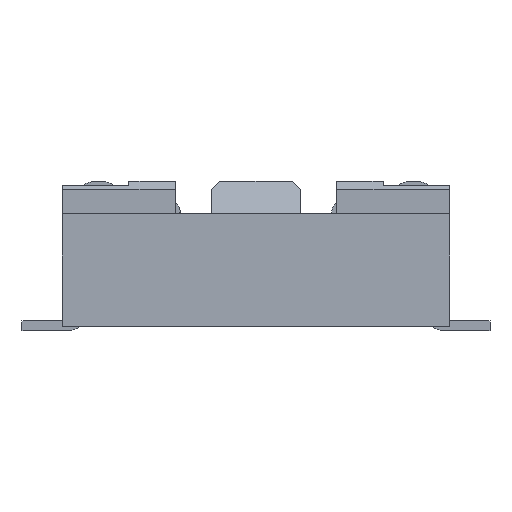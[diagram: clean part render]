
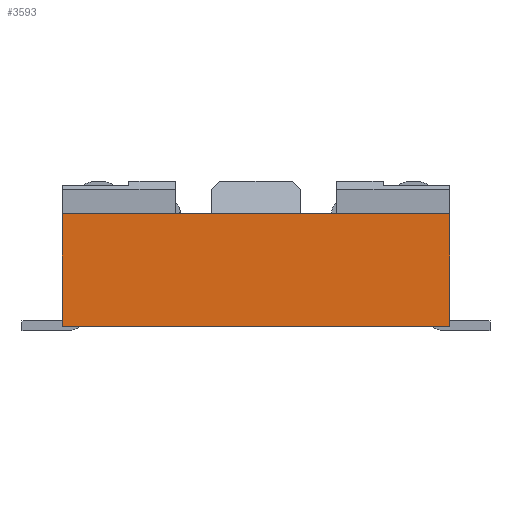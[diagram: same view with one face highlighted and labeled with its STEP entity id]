
A CAD part, left-side view. The second image highlights one B-rep face of the part: STEP entity #3593.
In plain terms, the highlighted planar face has unit normal (-1, 0, 0).
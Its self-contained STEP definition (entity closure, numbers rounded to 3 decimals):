
#192 = EDGE_LOOP ( 'NONE', ( #4086, #9499, #572, #2615 ) ) ;
#572 = ORIENTED_EDGE ( 'NONE', *, *, #4767, .F. ) ;
#917 = FACE_OUTER_BOUND ( 'NONE', #192, .T. ) ;
#1257 = CARTESIAN_POINT ( 'NONE',  ( -3.5, 2.4, 1.45 ) ) ;
#2197 = CARTESIAN_POINT ( 'NONE',  ( -3.5, -2.4, 0.05 ) ) ;
#2379 = CARTESIAN_POINT ( 'NONE',  ( -3.5, 0., 1.45 ) ) ;
#2593 = VECTOR ( 'NONE', #6157, 1000. ) ;
#2615 = ORIENTED_EDGE ( 'NONE', *, *, #7437, .T. ) ;
#2809 = EDGE_CURVE ( 'NONE', #3807, #3580, #8408, .T. ) ;
#3063 = LINE ( 'NONE', #5536, #8865 ) ;
#3580 = VERTEX_POINT ( 'NONE', #4535 ) ;
#3593 = ADVANCED_FACE ( 'NONE', ( #917 ), #9106, .T. ) ;
#3807 = VERTEX_POINT ( 'NONE', #1257 ) ;
#3863 = CARTESIAN_POINT ( 'NONE',  ( -3.5, 2.4, 0.75 ) ) ;
#4086 = ORIENTED_EDGE ( 'NONE', *, *, #8546, .T. ) ;
#4535 = CARTESIAN_POINT ( 'NONE',  ( -3.5, 2.4, 0.05 ) ) ;
#4594 = CARTESIAN_POINT ( 'NONE',  ( -3.5, 2.4, 0.05 ) ) ;
#4767 = EDGE_CURVE ( 'NONE', #5591, #3580, #7647, .T. ) ;
#4846 = LINE ( 'NONE', #2379, #2593 ) ;
#5369 = DIRECTION ( 'NONE',  ( 0., -1., 0. ) ) ;
#5536 = CARTESIAN_POINT ( 'NONE',  ( -3.5, -2.4, 0.75 ) ) ;
#5591 = VERTEX_POINT ( 'NONE', #2197 ) ;
#5650 = VECTOR ( 'NONE', #7727, 1000. ) ;
#5797 = AXIS2_PLACEMENT_3D ( 'NONE', #4594, #7606, #5369 ) ;
#6157 = DIRECTION ( 'NONE',  ( 0., 1., 0. ) ) ;
#6309 = DIRECTION ( 'NONE',  ( 0., 0., 1. ) ) ;
#6416 = VECTOR ( 'NONE', #9159, 1000. ) ;
#6969 = CARTESIAN_POINT ( 'NONE',  ( -3.5, 0., 0.05 ) ) ;
#7437 = EDGE_CURVE ( 'NONE', #5591, #8217, #3063, .T. ) ;
#7606 = DIRECTION ( 'NONE',  ( -1., 0., 0. ) ) ;
#7647 = LINE ( 'NONE', #6969, #5650 ) ;
#7727 = DIRECTION ( 'NONE',  ( 0., 1., 0. ) ) ;
#8217 = VERTEX_POINT ( 'NONE', #9583 ) ;
#8408 = LINE ( 'NONE', #3863, #6416 ) ;
#8546 = EDGE_CURVE ( 'NONE', #8217, #3807, #4846, .T. ) ;
#8865 = VECTOR ( 'NONE', #6309, 1000. ) ;
#9106 = PLANE ( 'NONE',  #5797 ) ;
#9159 = DIRECTION ( 'NONE',  ( 0., 0., -1. ) ) ;
#9499 = ORIENTED_EDGE ( 'NONE', *, *, #2809, .T. ) ;
#9583 = CARTESIAN_POINT ( 'NONE',  ( -3.5, -2.4, 1.45 ) ) ;
